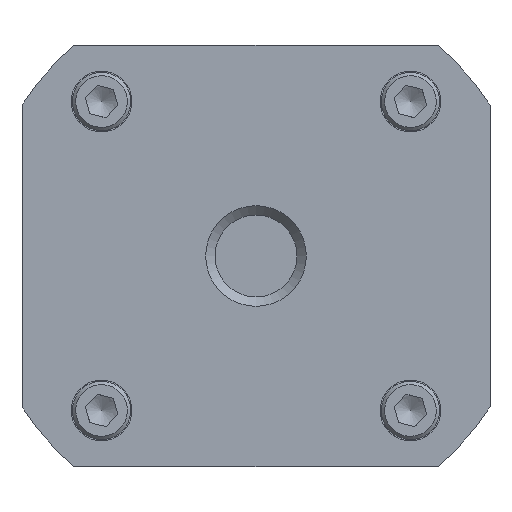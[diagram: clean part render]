
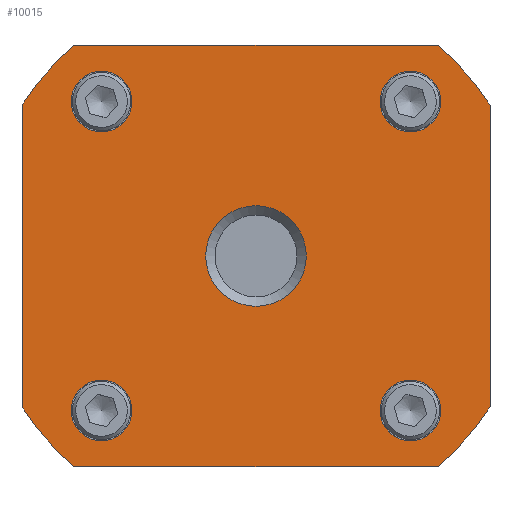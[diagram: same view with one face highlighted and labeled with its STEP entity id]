
A CAD part, front view. The second image highlights one B-rep face of the part: STEP entity #10015.
In plain terms, the highlighted planar face has unit normal (0, -1, 0).
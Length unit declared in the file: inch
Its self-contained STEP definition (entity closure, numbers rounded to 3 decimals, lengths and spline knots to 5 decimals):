
#9591=CARTESIAN_POINT('',(0.97316,0.,1.125));
#9592=VERTEX_POINT('',#9591);
#9601=CARTESIAN_POINT('',(1.25,0.,0.80632));
#9602=VERTEX_POINT('',#9601);
#9603=CARTESIAN_POINT('',(0.0,0.0,0.0));
#9604=DIRECTION('',(0.0,1.0,0.0));
#9605=DIRECTION('',(1.0,0.0,0.0));
#9606=AXIS2_PLACEMENT_3D('',#9603,#9604,#9605);
#9607=CIRCLE('',#9606,1.4875);
#9608=EDGE_CURVE('',#9592,#9602,#9607,.T.);
#9633=CARTESIAN_POINT('',(1.25,0.,-0.80632));
#9634=VERTEX_POINT('',#9633);
#9643=CARTESIAN_POINT('',(0.97316,0.,-1.125));
#9644=VERTEX_POINT('',#9643);
#9645=CARTESIAN_POINT('',(0.0,0.0,0.0));
#9646=DIRECTION('',(0.0,1.0,0.0));
#9647=DIRECTION('',(1.0,0.0,0.0));
#9648=AXIS2_PLACEMENT_3D('',#9645,#9646,#9647);
#9649=CIRCLE('',#9648,1.4875);
#9650=EDGE_CURVE('',#9634,#9644,#9649,.T.);
#9676=CARTESIAN_POINT('',(-0.97316,0.,-1.125));
#9677=VERTEX_POINT('',#9676);
#9678=CARTESIAN_POINT('',(0.97316,0.,-1.125));
#9679=DIRECTION('',(-1.0,0.0,0.0));
#9680=VECTOR('',#9679,1.94631);
#9681=LINE('',#9678,#9680);
#9682=EDGE_CURVE('',#9644,#9677,#9681,.T.);
#9707=CARTESIAN_POINT('',(-1.25,0.,-0.80632));
#9708=VERTEX_POINT('',#9707);
#9709=CARTESIAN_POINT('',(0.0,0.0,0.0));
#9710=DIRECTION('',(0.0,1.0,0.0));
#9711=DIRECTION('',(1.0,0.0,0.0));
#9712=AXIS2_PLACEMENT_3D('',#9709,#9710,#9711);
#9713=CIRCLE('',#9712,1.4875);
#9714=EDGE_CURVE('',#9677,#9708,#9713,.T.);
#9739=CARTESIAN_POINT('',(-1.25,0.,0.80632));
#9740=VERTEX_POINT('',#9739);
#9749=CARTESIAN_POINT('',(-0.97316,0.,1.125));
#9750=VERTEX_POINT('',#9749);
#9751=CARTESIAN_POINT('',(0.0,0.0,0.0));
#9752=DIRECTION('',(0.0,1.0,0.0));
#9753=DIRECTION('',(1.0,0.0,0.0));
#9754=AXIS2_PLACEMENT_3D('',#9751,#9752,#9753);
#9755=CIRCLE('',#9754,1.4875);
#9756=EDGE_CURVE('',#9740,#9750,#9755,.T.);
#9782=CARTESIAN_POINT('',(-0.97316,0.,1.125));
#9783=DIRECTION('',(1.0,0.0,0.0));
#9784=VECTOR('',#9783,1.94631);
#9785=LINE('',#9782,#9784);
#9786=EDGE_CURVE('',#9750,#9592,#9785,.T.);
#9821=CARTESIAN_POINT('',(1.25,0.,0.80632));
#9822=DIRECTION('',(0.0,0.0,-1.0));
#9823=VECTOR('',#9822,1.61265);
#9824=LINE('',#9821,#9823);
#9825=EDGE_CURVE('',#9602,#9634,#9824,.T.);
#9886=CARTESIAN_POINT('',(-1.25,0.,-0.80632));
#9887=DIRECTION('',(0.0,0.0,1.0));
#9888=VECTOR('',#9887,1.61265);
#9889=LINE('',#9886,#9888);
#9890=EDGE_CURVE('',#9708,#9740,#9889,.T.);
#9945=CARTESIAN_POINT('',(0.,0.,0.));
#9946=DIRECTION('',(0.0,1.0,0.0));
#9947=DIRECTION('',(0.0,0.0,-1.0));
#9948=AXIS2_PLACEMENT_3D('',#9945,#9946,#9947);
#9949=PLANE('',#9948);
#9950=ORIENTED_EDGE('',*,*,#9608,.F.);
#9951=ORIENTED_EDGE('',*,*,#9786,.F.);
#9952=ORIENTED_EDGE('',*,*,#9756,.F.);
#9953=ORIENTED_EDGE('',*,*,#9890,.F.);
#9954=ORIENTED_EDGE('',*,*,#9714,.F.);
#9955=ORIENTED_EDGE('',*,*,#9682,.F.);
#9956=ORIENTED_EDGE('',*,*,#9650,.F.);
#9957=ORIENTED_EDGE('',*,*,#9825,.F.);
#9958=EDGE_LOOP('',(#9950,#9951,#9952,#9953,#9954,#9955,#9956,#9957));
#9959=FACE_OUTER_BOUND('',#9958,.T.);
#9960=CARTESIAN_POINT('',(0.6625,0.,-0.825));
#9961=VERTEX_POINT('',#9960);
#9962=CARTESIAN_POINT('',(0.825,0.,-0.825));
#9963=DIRECTION('',(0.0,1.0,0.0));
#9964=DIRECTION('',(-1.0,0.0,0.0));
#9965=AXIS2_PLACEMENT_3D('',#9962,#9963,#9964);
#9966=CIRCLE('',#9965,0.1625);
#9967=EDGE_CURVE('',#9961,#9961,#9966,.T.);
#9968=ORIENTED_EDGE('',*,*,#9967,.T.);
#9969=EDGE_LOOP('',(#9968));
#9970=FACE_BOUND('',#9969,.T.);
#9971=CARTESIAN_POINT('',(-0.9875,0.,-0.825));
#9972=VERTEX_POINT('',#9971);
#9973=CARTESIAN_POINT('',(-0.825,0.,-0.825));
#9974=DIRECTION('',(0.0,1.0,0.0));
#9975=DIRECTION('',(-1.0,0.0,0.0));
#9976=AXIS2_PLACEMENT_3D('',#9973,#9974,#9975);
#9977=CIRCLE('',#9976,0.1625);
#9978=EDGE_CURVE('',#9972,#9972,#9977,.T.);
#9979=ORIENTED_EDGE('',*,*,#9978,.T.);
#9980=EDGE_LOOP('',(#9979));
#9981=FACE_BOUND('',#9980,.T.);
#9982=CARTESIAN_POINT('',(0.6625,0.,0.825));
#9983=VERTEX_POINT('',#9982);
#9984=CARTESIAN_POINT('',(0.825,0.,0.825));
#9985=DIRECTION('',(0.0,1.0,0.0));
#9986=DIRECTION('',(-1.0,0.0,0.0));
#9987=AXIS2_PLACEMENT_3D('',#9984,#9985,#9986);
#9988=CIRCLE('',#9987,0.1625);
#9989=EDGE_CURVE('',#9983,#9983,#9988,.T.);
#9990=ORIENTED_EDGE('',*,*,#9989,.T.);
#9991=EDGE_LOOP('',(#9990));
#9992=FACE_BOUND('',#9991,.T.);
#9993=CARTESIAN_POINT('',(-0.9875,0.,0.825));
#9994=VERTEX_POINT('',#9993);
#9995=CARTESIAN_POINT('',(-0.825,0.,0.825));
#9996=DIRECTION('',(0.0,1.0,0.0));
#9997=DIRECTION('',(-1.0,0.0,0.0));
#9998=AXIS2_PLACEMENT_3D('',#9995,#9996,#9997);
#9999=CIRCLE('',#9998,0.1625);
#10000=EDGE_CURVE('',#9994,#9994,#9999,.T.);
#10001=ORIENTED_EDGE('',*,*,#10000,.T.);
#10002=EDGE_LOOP('',(#10001));
#10003=FACE_BOUND('',#10002,.T.);
#10004=CARTESIAN_POINT('',(-0.26875,0.,0.));
#10005=VERTEX_POINT('',#10004);
#10006=CARTESIAN_POINT('',(0.0,0.0,0.0));
#10007=DIRECTION('',(0.0,-1.0,0.0));
#10008=DIRECTION('',(1.0,0.0,0.0));
#10009=AXIS2_PLACEMENT_3D('',#10006,#10007,#10008);
#10010=CIRCLE('',#10009,0.26875);
#10011=EDGE_CURVE('',#10005,#10005,#10010,.T.);
#10012=ORIENTED_EDGE('',*,*,#10011,.F.);
#10013=EDGE_LOOP('',(#10012));
#10014=FACE_BOUND('',#10013,.T.);
#10015=ADVANCED_FACE('',(#9959,#9970,#9981,#9992,#10003,#10014),#9949,.F.);
